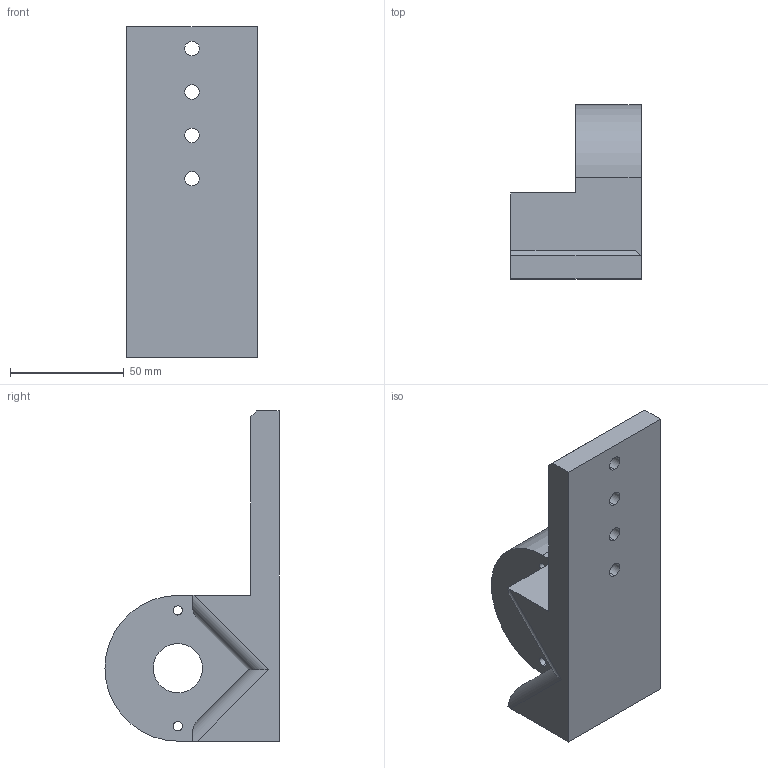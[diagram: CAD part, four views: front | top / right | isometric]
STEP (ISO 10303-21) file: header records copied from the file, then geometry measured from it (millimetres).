
FILE_DESCRIPTION (( 'STEP AP214' ), '1' );
FILE_NAME ('Mini CIM Mount.STEP', '2016-01-27T03:49:44', ( '' ), ( '' ), 'SwSTEP 2.0', 'SolidWorks 2015', '' );
FILE_SCHEMA (( 'AUTOMOTIVE_DESIGN' ));
Length unit declared in the file: inch
Products named in the file (1): Mini CIM Mount
Bounding box: 57.15 x 76.45 x 145.03 mm (x, y, z)
Volume: 223515.6 mm3; surface area: 36044.8 mm2
Topology: 1 solids, 1 shells, 34 faces, 94 edges, 62 vertices
Faces by surface type: cylinder 20, plane 14
Entity records: 1164 total; most frequent: CARTESIAN_POINT 212, DIRECTION 191, ORIENTED_EDGE 188, EDGE_CURVE 94, AXIS2_PLACEMENT_3D 69, VERTEX_POINT 62, LINE 53, VECTOR 53
